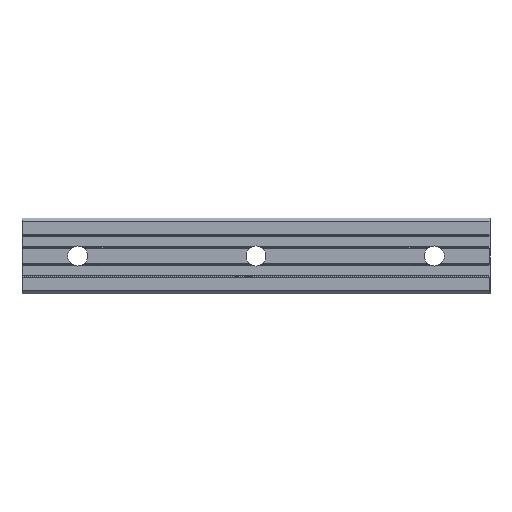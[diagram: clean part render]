
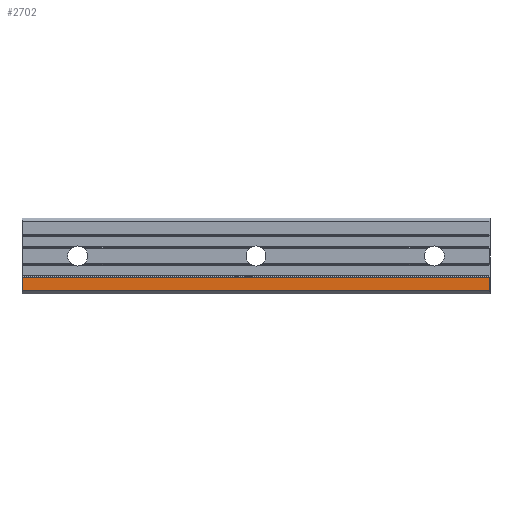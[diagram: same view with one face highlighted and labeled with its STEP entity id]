
A CAD part, front view. The second image highlights one B-rep face of the part: STEP entity #2702.
In plain terms, the highlighted planar face has unit normal (0, -1, 0).
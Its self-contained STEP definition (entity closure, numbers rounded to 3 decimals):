
#109 = EDGE_CURVE ( 'NONE', #2264, #1722, #1789, .T. ) ;
#165 = CARTESIAN_POINT ( 'NONE',  ( 185., 0., -15.5 ) ) ;
#230 = CARTESIAN_POINT ( 'NONE',  ( -25., 0., -15.5 ) ) ;
#344 = CARTESIAN_POINT ( 'NONE',  ( -25., 0., 16.739 ) ) ;
#348 = EDGE_CURVE ( 'NONE', #2264, #2555, #1652, .T. ) ;
#389 = DIRECTION ( 'NONE',  ( 0., 0., -1. ) ) ;
#436 = VECTOR ( 'NONE', #490, 1000. ) ;
#451 = EDGE_CURVE ( 'NONE', #2555, #1751, #1434, .T. ) ;
#490 = DIRECTION ( 'NONE',  ( 0., 0., -1. ) ) ;
#523 = ORIENTED_EDGE ( 'NONE', *, *, #451, .T. ) ;
#570 = CARTESIAN_POINT ( 'NONE',  ( 185., 0., -9.5 ) ) ;
#696 = LINE ( 'NONE', #2138, #436 ) ;
#710 = CARTESIAN_POINT ( 'NONE',  ( -25., 0., -9.5 ) ) ;
#728 = DIRECTION ( 'NONE',  ( 1., 0., 0. ) ) ;
#744 = CARTESIAN_POINT ( 'NONE',  ( 185., 0., -9.5 ) ) ;
#1031 = DIRECTION ( 'NONE',  ( 1., 0., 0. ) ) ;
#1159 = VECTOR ( 'NONE', #389, 1000. ) ;
#1169 = DIRECTION ( 'NONE',  ( 0., 1., 0. ) ) ;
#1198 = FACE_OUTER_BOUND ( 'NONE', #2557, .T. ) ;
#1200 = ORIENTED_EDGE ( 'NONE', *, *, #348, .T. ) ;
#1434 = LINE ( 'NONE', #2296, #2134 ) ;
#1652 = LINE ( 'NONE', #344, #1159 ) ;
#1722 = VERTEX_POINT ( 'NONE', #1750 ) ;
#1750 = CARTESIAN_POINT ( 'NONE',  ( 185., 0., -9.5 ) ) ;
#1751 = VERTEX_POINT ( 'NONE', #165 ) ;
#1778 = PLANE ( 'NONE',  #2327 ) ;
#1789 = LINE ( 'NONE', #744, #2571 ) ;
#1900 = ORIENTED_EDGE ( 'NONE', *, *, #2476, .F. ) ;
#2134 = VECTOR ( 'NONE', #1031, 1000. ) ;
#2138 = CARTESIAN_POINT ( 'NONE',  ( 185., 0., 16.739 ) ) ;
#2264 = VERTEX_POINT ( 'NONE', #710 ) ;
#2296 = CARTESIAN_POINT ( 'NONE',  ( 185., 0., -15.5 ) ) ;
#2327 = AXIS2_PLACEMENT_3D ( 'NONE', #570, #1169, #2638 ) ;
#2476 = EDGE_CURVE ( 'NONE', #1722, #1751, #696, .T. ) ;
#2555 = VERTEX_POINT ( 'NONE', #230 ) ;
#2557 = EDGE_LOOP ( 'NONE', ( #523, #1900, #2664, #1200 ) ) ;
#2571 = VECTOR ( 'NONE', #728, 1000. ) ;
#2638 = DIRECTION ( 'NONE',  ( 0., 0., 1. ) ) ;
#2664 = ORIENTED_EDGE ( 'NONE', *, *, #109, .F. ) ;
#2702 = ADVANCED_FACE ( 'NONE', ( #1198 ), #1778, .F. ) ;
